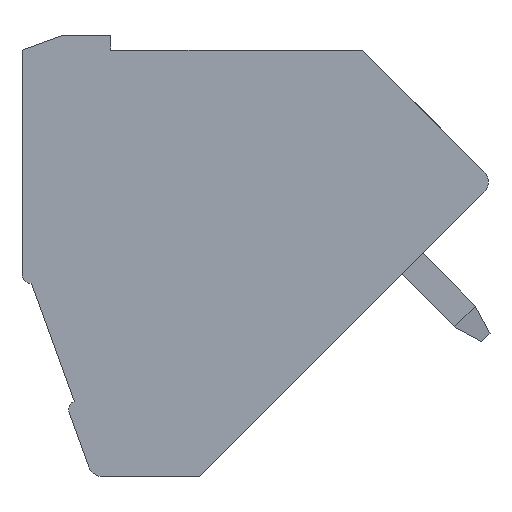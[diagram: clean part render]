
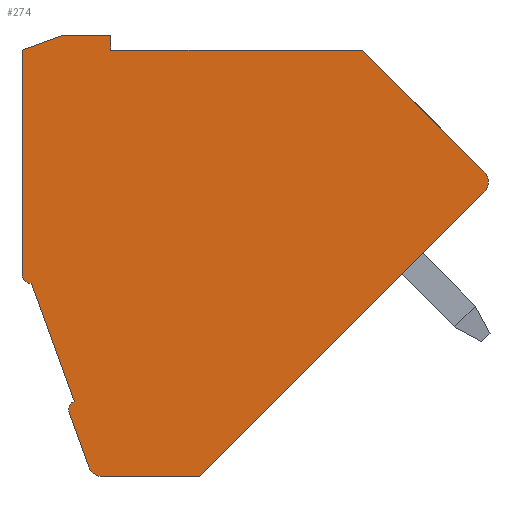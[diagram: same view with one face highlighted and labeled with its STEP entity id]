
A CAD part, left-side view. The second image highlights one B-rep face of the part: STEP entity #274.
In plain terms, the highlighted planar face has unit normal (-1, 0, 0).
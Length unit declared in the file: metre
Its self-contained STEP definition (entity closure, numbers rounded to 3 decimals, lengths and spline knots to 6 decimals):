
#274 = ADVANCED_FACE( '', ( #884 ), #885, .T. );
#884 = FACE_OUTER_BOUND( '', #1729, .T. );
#885 = PLANE( '', #1730 );
#1729 = EDGE_LOOP( '', ( #3970, #3971, #3972, #3973, #3974, #3975, #3976, #3977, #3978, #3979, #3980, #3981, #3982, #3983 ) );
#1730 = AXIS2_PLACEMENT_3D( '', #3984, #3985, #3986 );
#3970 = ORIENTED_EDGE( '', *, *, #5273, .T. );
#3971 = ORIENTED_EDGE( '', *, *, #5554, .T. );
#3972 = ORIENTED_EDGE( '', *, *, #5971, .T. );
#3973 = ORIENTED_EDGE( '', *, *, #5972, .T. );
#3974 = ORIENTED_EDGE( '', *, *, #5815, .T. );
#3975 = ORIENTED_EDGE( '', *, *, #5675, .T. );
#3976 = ORIENTED_EDGE( '', *, *, #5973, .T. );
#3977 = ORIENTED_EDGE( '', *, *, #5974, .T. );
#3978 = ORIENTED_EDGE( '', *, *, #5975, .T. );
#3979 = ORIENTED_EDGE( '', *, *, #5976, .T. );
#3980 = ORIENTED_EDGE( '', *, *, #5977, .T. );
#3981 = ORIENTED_EDGE( '', *, *, #5937, .T. );
#3982 = ORIENTED_EDGE( '', *, *, #5261, .T. );
#3983 = ORIENTED_EDGE( '', *, *, #5941, .T. );
#3984 = CARTESIAN_POINT( '', ( -0.0032, 0.0027, -0.007575 ) );
#3985 = DIRECTION( '', ( -1., 0., 0. ) );
#3986 = DIRECTION( '', ( 0., -1., 0. ) );
#5261 = EDGE_CURVE( '', #6355, #6359, #6361, .T. );
#5273 = EDGE_CURVE( '', #6385, #6383, #6386, .T. );
#5554 = EDGE_CURVE( '', #6383, #6902, #6904, .T. );
#5675 = EDGE_CURVE( '', #7102, #7100, #7103, .T. );
#5815 = EDGE_CURVE( '', #7324, #7102, #7325, .T. );
#5937 = EDGE_CURVE( '', #7517, #6355, #7518, .T. );
#5941 = EDGE_CURVE( '', #6359, #6385, #7523, .T. );
#5971 = EDGE_CURVE( '', #6902, #7569, #7570, .T. );
#5972 = EDGE_CURVE( '', #7569, #7324, #7571, .T. );
#5973 = EDGE_CURVE( '', #7100, #7572, #7573, .T. );
#5974 = EDGE_CURVE( '', #7572, #7574, #7575, .T. );
#5975 = EDGE_CURVE( '', #7574, #7576, #7577, .T. );
#5976 = EDGE_CURVE( '', #7576, #7578, #7579, .T. );
#5977 = EDGE_CURVE( '', #7578, #7517, #7580, .T. );
#6355 = VERTEX_POINT( '', #8163 );
#6359 = VERTEX_POINT( '', #8169 );
#6361 = LINE( '', #8172, #8173 );
#6383 = VERTEX_POINT( '', #8205 );
#6385 = VERTEX_POINT( '', #8208 );
#6386 = LINE( '', #8209, #8210 );
#6902 = VERTEX_POINT( '', #9043 );
#6904 = LINE( '', #9046, #9047 );
#7100 = VERTEX_POINT( '', #9368 );
#7102 = VERTEX_POINT( '', #9371 );
#7103 = LINE( '', #9372, #9373 );
#7324 = VERTEX_POINT( '', #9734 );
#7325 = LINE( '', #9735, #9736 );
#7517 = VERTEX_POINT( '', #10033 );
#7518 = LINE( '', #10034, #10035 );
#7523 = CIRCLE( '', #10042, 0.0005 );
#7569 = VERTEX_POINT( '', #10116 );
#7570 = LINE( '', #10117, #10118 );
#7571 = LINE( '', #10119, #10120 );
#7572 = VERTEX_POINT( '', #10121 );
#7573 = CIRCLE( '', #10122, 0.0003 );
#7574 = VERTEX_POINT( '', #10123 );
#7575 = LINE( '', #10124, #10125 );
#7576 = VERTEX_POINT( '', #10126 );
#7577 = CIRCLE( '', #10127, 0.0003 );
#7578 = VERTEX_POINT( '', #10128 );
#7579 = LINE( '', #10129, #10130 );
#7580 = CIRCLE( '', #10131, 0.0005 );
#8163 = CARTESIAN_POINT( '', ( -0.0032, -0.003, -0.0144 ) );
#8169 = CARTESIAN_POINT( '', ( -0.0032, -0.012596, -0.004804 ) );
#8172 = CARTESIAN_POINT( '', ( -0.0032, -0.003, -0.0144 ) );
#8173 = VECTOR( '', #10759, 1. );
#8205 = CARTESIAN_POINT( '', ( -0.0032, -0.008489, 0. ) );
#8208 = CARTESIAN_POINT( '', ( -0.0032, -0.012596, -0.004096 ) );
#8209 = CARTESIAN_POINT( '', ( -0.0032, -0.012596, -0.004096 ) );
#8210 = VECTOR( '', #10771, 1. );
#9043 = CARTESIAN_POINT( '', ( -0.0032, 0., 0. ) );
#9046 = CARTESIAN_POINT( '', ( -0.0032, -0.008489, 0. ) );
#9047 = VECTOR( '', #11106, 1. );
#9368 = CARTESIAN_POINT( '', ( -0.0032, 0.003, -0.007575 ) );
#9371 = CARTESIAN_POINT( '', ( -0.0032, 0.003, 0.000001 ) );
#9372 = CARTESIAN_POINT( '', ( -0.0032, 0.003, 0.000001 ) );
#9373 = VECTOR( '', #11265, 1. );
#9734 = CARTESIAN_POINT( '', ( -0.0032, 0.00163, 0.0005 ) );
#9735 = CARTESIAN_POINT( '', ( -0.0032, 0.00163, 0.0005 ) );
#9736 = VECTOR( '', #11445, 1. );
#10033 = CARTESIAN_POINT( '', ( -0.0032, 0.000275, -0.0144 ) );
#10034 = CARTESIAN_POINT( '', ( -0.0032, 0.000275, -0.0144 ) );
#10035 = VECTOR( '', #11599, 1. );
#10042 = AXIS2_PLACEMENT_3D( '', #11605, #11606, #11607 );
#10116 = CARTESIAN_POINT( '', ( -0.0032, 0., 0.0005 ) );
#10117 = CARTESIAN_POINT( '', ( -0.0032, 0., 0. ) );
#10118 = VECTOR( '', #11639, 1. );
#10119 = CARTESIAN_POINT( '', ( -0.0032, 0., 0.0005 ) );
#10120 = VECTOR( '', #11640, 1. );
#10121 = CARTESIAN_POINT( '', ( -0.0032, 0.002681, -0.007874 ) );
#10122 = AXIS2_PLACEMENT_3D( '', #11641, #11642, #11643 );
#10123 = CARTESIAN_POINT( '', ( -0.0032, 0.001231, -0.011858 ) );
#10124 = CARTESIAN_POINT( '', ( -0.0032, 0.002681, -0.007874 ) );
#10125 = VECTOR( '', #11644, 1. );
#10126 = CARTESIAN_POINT( '', ( -0.0032, 0.00141, -0.012243 ) );
#10127 = AXIS2_PLACEMENT_3D( '', #11645, #11646, #11647 );
#10128 = CARTESIAN_POINT( '', ( -0.0032, 0.000745, -0.014071 ) );
#10129 = CARTESIAN_POINT( '', ( -0.0032, 0.00141, -0.012243 ) );
#10130 = VECTOR( '', #11648, 1. );
#10131 = AXIS2_PLACEMENT_3D( '', #11649, #11650, #11651 );
#10759 = DIRECTION( '', ( 0., -0.707, 0.707 ) );
#10771 = DIRECTION( '', ( 0., 0.708, 0.706 ) );
#11106 = DIRECTION( '', ( 0., 1., 0. ) );
#11265 = DIRECTION( '', ( 0., 0., -1. ) );
#11445 = DIRECTION( '', ( 0., 0.94, -0.342 ) );
#11599 = DIRECTION( '', ( 0., -1., 0. ) );
#11605 = CARTESIAN_POINT( '', ( -0.0032, -0.012242, -0.00445 ) );
#11606 = DIRECTION( '', ( -1., 0., 0. ) );
#11607 = DIRECTION( '', ( 0., 1., 0. ) );
#11639 = DIRECTION( '', ( 0., 0., 1. ) );
#11640 = DIRECTION( '', ( 0., 1., 0. ) );
#11641 = CARTESIAN_POINT( '', ( -0.0032, 0.0027, -0.007575 ) );
#11642 = DIRECTION( '', ( -1., 0., 0. ) );
#11643 = DIRECTION( '', ( 0., 1., 0. ) );
#11644 = DIRECTION( '', ( 0., -0.342, -0.94 ) );
#11645 = CARTESIAN_POINT( '', ( -0.0032, 0.001128, -0.01214 ) );
#11646 = DIRECTION( '', ( -1., 0., 0. ) );
#11647 = DIRECTION( '', ( 0., -1., 0. ) );
#11648 = DIRECTION( '', ( 0., -0.342, -0.94 ) );
#11649 = CARTESIAN_POINT( '', ( -0.0032, 0.000275, -0.0139 ) );
#11650 = DIRECTION( '', ( -1., 0., 0. ) );
#11651 = DIRECTION( '', ( 0., 1., 0. ) );
